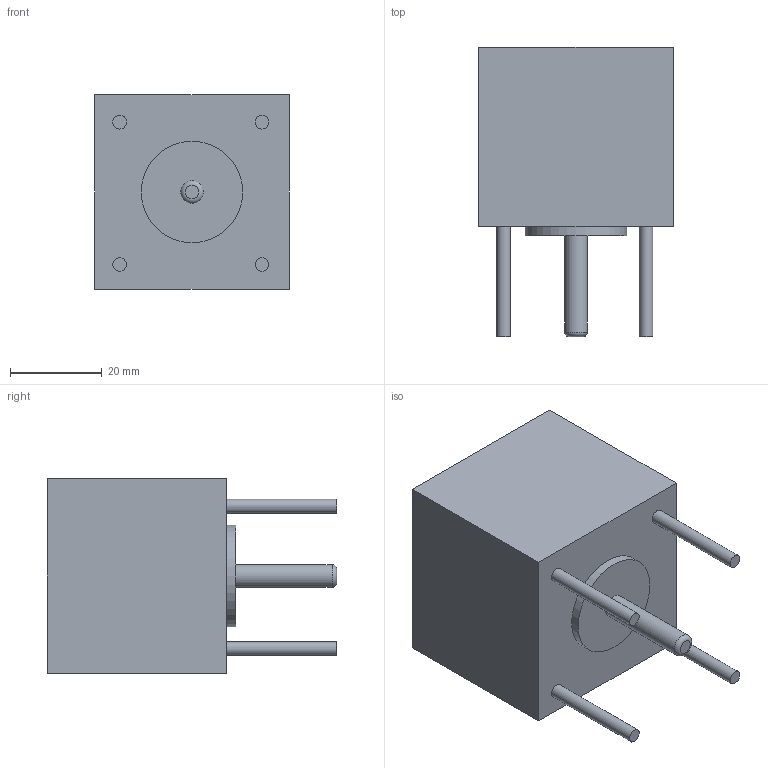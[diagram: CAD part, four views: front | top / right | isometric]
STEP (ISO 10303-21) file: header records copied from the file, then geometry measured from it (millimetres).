
FILE_DESCRIPTION(('FreeCAD Model'),'2;1');
FILE_NAME('motorNema17.step', '2014-04-22T10:50:07',('FreeCAD'),('FreeCAD'), 'Open CASCADE STEP processor 6.3','FreeCAD','Unknown');
FILE_SCHEMA(('AUTOMOTIVE_DESIGN_CC2 { 1 2 10303 214 -1 1 5 4 }'));
Length unit declared in the file: millimetre
Products named in the file (1): Fusion
Bounding box: 42.3 x 63 x 42.3 mm (x, y, z)
Volume: 71657 mm3; surface area: 11559.4 mm2
Topology: 1 solids, 1 shells, 19 faces, 33 edges, 22 vertices
Faces by surface type: plane 12, cylinder 6, torus 1
Full cylindrical faces by diameter (mm): 3 x4, 5 x1, 22.1 x1
Entity records: 1068 total; most frequent: CARTESIAN_POINT 209, DIRECTION 141, LINE 69, VECTOR 69, ORIENTED_EDGE 66, PCURVE 66, DEFINITIONAL_REPRESENTATION 66, AXIS2_PLACEMENT_3D 35
